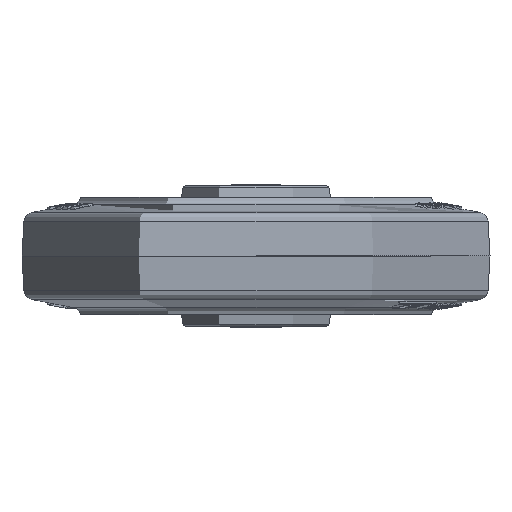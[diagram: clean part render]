
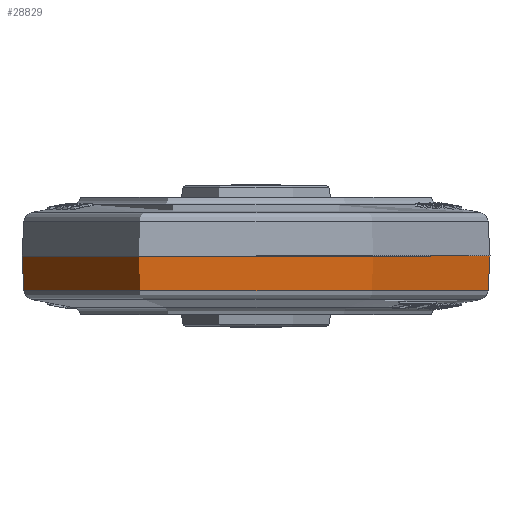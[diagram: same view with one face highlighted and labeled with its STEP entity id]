
A CAD part, front view. The second image highlights one B-rep face of the part: STEP entity #28829.
In plain terms, the highlighted conical face has half-angle 3.18 degrees and reference radius 100 mm.
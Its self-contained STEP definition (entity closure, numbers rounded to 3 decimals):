
#422 = CONICAL_SURFACE ( 'NONE', #46840, 100., 0.055 ) ;
#1063 = DIRECTION ( 'NONE',  ( 0., 0., 1. ) ) ;
#1745 = VECTOR ( 'NONE', #34067, 1000. ) ;
#2250 = ORIENTED_EDGE ( 'NONE', *, *, #9413, .F. ) ;
#3128 = DIRECTION ( 'NONE',  ( 1., 0., 0. ) ) ;
#4641 = DIRECTION ( 'NONE',  ( 1., 0., 0. ) ) ;
#6737 = DIRECTION ( 'NONE',  ( 0.055, 0., 0.998 ) ) ;
#8833 = CARTESIAN_POINT ( 'NONE',  ( -99.174, 0., -14.868 ) ) ;
#9413 = EDGE_CURVE ( 'NONE', #26620, #31241, #38095, .T. ) ;
#12570 = ORIENTED_EDGE ( 'NONE', *, *, #43607, .T. ) ;
#13913 = CARTESIAN_POINT ( 'NONE',  ( 0., 0., -14.868 ) ) ;
#14408 = VERTEX_POINT ( 'NONE', #41684 ) ;
#14883 = DIRECTION ( 'NONE',  ( 0., 0., 1. ) ) ;
#16643 = EDGE_CURVE ( 'NONE', #43352, #14408, #28317, .T. ) ;
#19096 = CIRCLE ( 'NONE', #26345, 100. ) ;
#21556 = CARTESIAN_POINT ( 'NONE',  ( 99.174, 0., -14.868 ) ) ;
#22888 = AXIS2_PLACEMENT_3D ( 'NONE', #13913, #1063, #34966 ) ;
#24572 = CARTESIAN_POINT ( 'NONE',  ( 0., 0., 0. ) ) ;
#25205 = EDGE_CURVE ( 'NONE', #31241, #14408, #19096, .T. ) ;
#26345 = AXIS2_PLACEMENT_3D ( 'NONE', #24572, #42011, #4641 ) ;
#26538 = ORIENTED_EDGE ( 'NONE', *, *, #16643, .T. ) ;
#26620 = VERTEX_POINT ( 'NONE', #8833 ) ;
#28317 = LINE ( 'NONE', #45766, #40194 ) ;
#28829 = ADVANCED_FACE ( 'NONE', ( #52895 ), #422, .T. ) ;
#31241 = VERTEX_POINT ( 'NONE', #45586 ) ;
#32257 = ORIENTED_EDGE ( 'NONE', *, *, #25205, .F. ) ;
#34067 = DIRECTION ( 'NONE',  ( -0.055, 0., 0.998 ) ) ;
#34966 = DIRECTION ( 'NONE',  ( -1., 0., 0. ) ) ;
#38095 = LINE ( 'NONE', #55850, #1745 ) ;
#40194 = VECTOR ( 'NONE', #6737, 1000. ) ;
#41684 = CARTESIAN_POINT ( 'NONE',  ( 100., 0., 0. ) ) ;
#42011 = DIRECTION ( 'NONE',  ( 0., 0., 1. ) ) ;
#43352 = VERTEX_POINT ( 'NONE', #21556 ) ;
#43607 = EDGE_CURVE ( 'NONE', #26620, #43352, #47499, .T. ) ;
#44816 = EDGE_LOOP ( 'NONE', ( #2250, #12570, #26538, #32257 ) ) ;
#45586 = CARTESIAN_POINT ( 'NONE',  ( -100., 0., 0. ) ) ;
#45766 = CARTESIAN_POINT ( 'NONE',  ( 100., 0., 0. ) ) ;
#46840 = AXIS2_PLACEMENT_3D ( 'NONE', #48555, #14883, #3128 ) ;
#47499 = CIRCLE ( 'NONE', #22888, 99.174 ) ;
#48555 = CARTESIAN_POINT ( 'NONE',  ( 0., 0., 0. ) ) ;
#52895 = FACE_OUTER_BOUND ( 'NONE', #44816, .T. ) ;
#55850 = CARTESIAN_POINT ( 'NONE',  ( -100., 0., 0. ) ) ;
